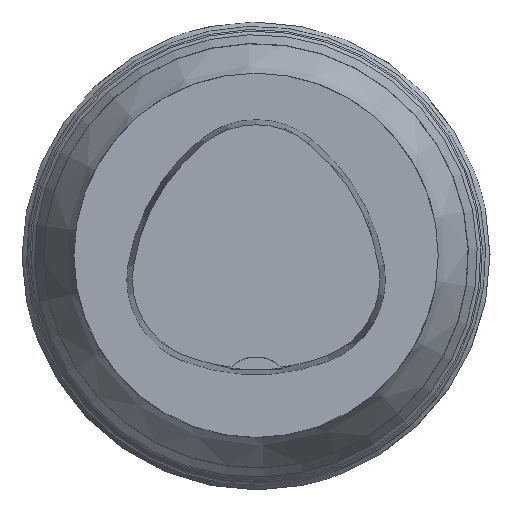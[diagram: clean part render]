
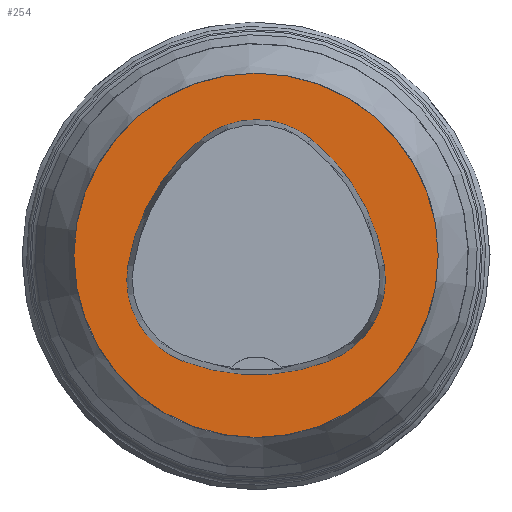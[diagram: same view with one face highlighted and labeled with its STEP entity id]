
A CAD part, top view. The second image highlights one B-rep face of the part: STEP entity #254.
In plain terms, the highlighted planar face has unit normal (0, 0, 1).
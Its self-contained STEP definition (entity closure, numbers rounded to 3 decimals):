
#223=FACE_BOUND('',#361,.T.);
#224=FACE_BOUND('',#362,.T.);
#254=ADVANCED_FACE('',(#223,#224),#273,.T.);
#273=PLANE('',#842);
#361=EDGE_LOOP('',(#470,#471,#472,#473,#474,#475));
#362=EDGE_LOOP('',(#476));
#470=ORIENTED_EDGE('',*,*,#626,.T.);
#471=ORIENTED_EDGE('',*,*,#606,.T.);
#472=ORIENTED_EDGE('',*,*,#610,.T.);
#473=ORIENTED_EDGE('',*,*,#613,.T.);
#474=ORIENTED_EDGE('',*,*,#616,.T.);
#475=ORIENTED_EDGE('',*,*,#624,.T.);
#476=ORIENTED_EDGE('',*,*,#597,.F.);
#543=VERTEX_POINT('',#1177);
#552=VERTEX_POINT('',#1196);
#553=VERTEX_POINT('',#1197);
#556=VERTEX_POINT('',#1205);
#558=VERTEX_POINT('',#1211);
#560=VERTEX_POINT('',#1217);
#567=VERTEX_POINT('',#1238);
#597=EDGE_CURVE('',#543,#543,#658,.T.);
#606=EDGE_CURVE('',#552,#553,#659,.T.);
#610=EDGE_CURVE('',#553,#556,#661,.T.);
#613=EDGE_CURVE('',#556,#558,#663,.T.);
#616=EDGE_CURVE('',#558,#560,#665,.T.);
#624=EDGE_CURVE('',#560,#567,#669,.T.);
#626=EDGE_CURVE('',#567,#552,#671,.T.);
#658=CIRCLE('',#814,25.);
#659=CIRCLE('',#820,28.);
#661=CIRCLE('',#823,12.);
#663=CIRCLE('',#826,28.);
#665=CIRCLE('',#829,12.);
#669=CIRCLE('',#834,28.);
#671=CIRCLE('',#837,12.);
#814=AXIS2_PLACEMENT_3D('',#1176,#970,#971);
#820=AXIS2_PLACEMENT_3D('',#1195,#986,#987);
#823=AXIS2_PLACEMENT_3D('',#1204,#994,#995);
#826=AXIS2_PLACEMENT_3D('',#1210,#1001,#1002);
#829=AXIS2_PLACEMENT_3D('',#1216,#1008,#1009);
#834=AXIS2_PLACEMENT_3D('',#1239,#1020,#1021);
#837=AXIS2_PLACEMENT_3D('',#1242,#1026,#1027);
#842=AXIS2_PLACEMENT_3D('',#1247,#1036,#1037);
#970=DIRECTION('',(0.,0.,-1.));
#971=DIRECTION('',(-1.,0.,0.));
#986=DIRECTION('',(0.,0.,-1.));
#987=DIRECTION('',(-1.,0.,0.));
#994=DIRECTION('',(0.,0.,-1.));
#995=DIRECTION('',(-1.,0.,0.));
#1001=DIRECTION('',(0.,0.,-1.));
#1002=DIRECTION('',(-1.,0.,0.));
#1008=DIRECTION('',(0.,0.,-1.));
#1009=DIRECTION('',(-1.,0.,0.));
#1020=DIRECTION('',(0.,0.,-1.));
#1021=DIRECTION('',(-1.,0.,0.));
#1026=DIRECTION('',(0.,0.,-1.));
#1027=DIRECTION('',(-1.,0.,0.));
#1036=DIRECTION('',(0.,0.,1.));
#1037=DIRECTION('',(1.,0.,0.));
#1176=CARTESIAN_POINT('',(0.,0.,0.));
#1177=CARTESIAN_POINT('',(-25.,0.,0.));
#1195=CARTESIAN_POINT('',(10.068,-5.824,0.));
#1196=CARTESIAN_POINT('',(-17.584,-1.424,0.));
#1197=CARTESIAN_POINT('',(-7.531,15.953,0.));
#1204=CARTESIAN_POINT('',(0.011,6.62,0.));
#1205=CARTESIAN_POINT('',(7.567,15.942,0.));
#1210=CARTESIAN_POINT('',(-10.063,-5.81,0.));
#1211=CARTESIAN_POINT('',(17.59,-1.418,0.));
#1216=CARTESIAN_POINT('',(5.739,-3.3,0.));
#1217=CARTESIAN_POINT('',(10.05,-14.499,0.));
#1238=CARTESIAN_POINT('',(-10.025,-14.516,0.));
#1239=CARTESIAN_POINT('',(-0.01,11.631,0.));
#1242=CARTESIAN_POINT('',(-5.733,-3.31,0.));
#1247=CARTESIAN_POINT('',(0.,0.,0.));
